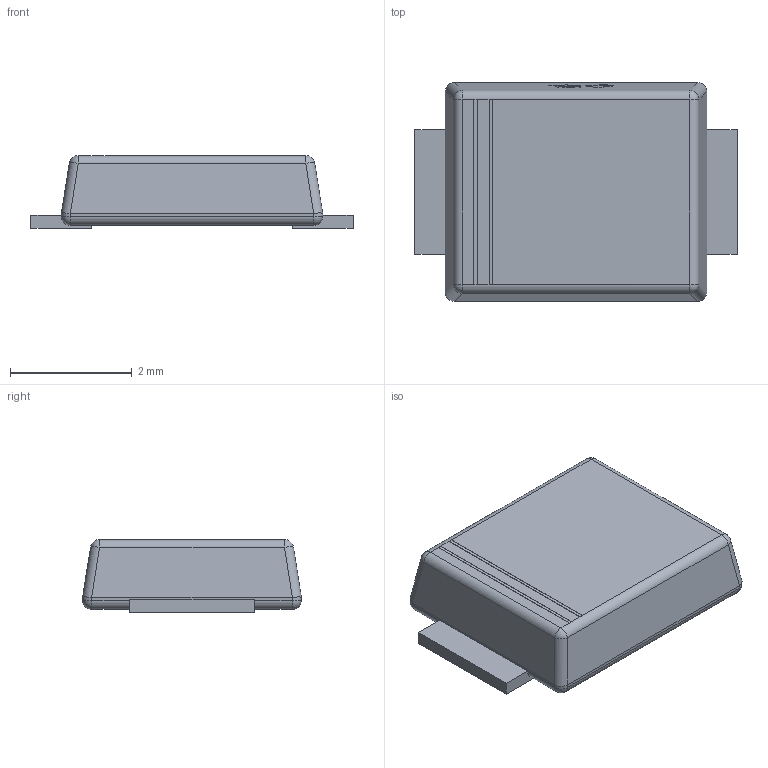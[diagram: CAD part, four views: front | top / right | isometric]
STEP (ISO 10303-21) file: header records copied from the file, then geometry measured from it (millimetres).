
FILE_DESCRIPTION (( 'STEP AP214' ), '1' );
FILE_NAME ('錨璃1.STEP', '2025-06-09T03:56:00', ( '' ), ( '' ), 'SwSTEP 2.0', 'SolidWorks 2021', '' );
FILE_SCHEMA (( 'AUTOMOTIVE_DESIGN' ));
Length unit declared in the file: millimetre
Products named in the file (1): 錨璃1
Bounding box: 5.3 x 3.6 x 1.2 mm (x, y, z)
Volume: 17.1 mm3; surface area: 49.8 mm2
Topology: 1 solids, 1 shells, 280 faces, 757 edges, 494 vertices
Faces by surface type: plane 156, bspline 98, cylinder 18, sphere 8
Entity records: 12307 total; most frequent: CARTESIAN_POINT 2870, ORIENTED_EDGE 1506, DIRECTION 943, EDGE_CURVE 753, LINE 505, VECTOR 505, VERTEX_POINT 494, EDGE_LOOP 299
